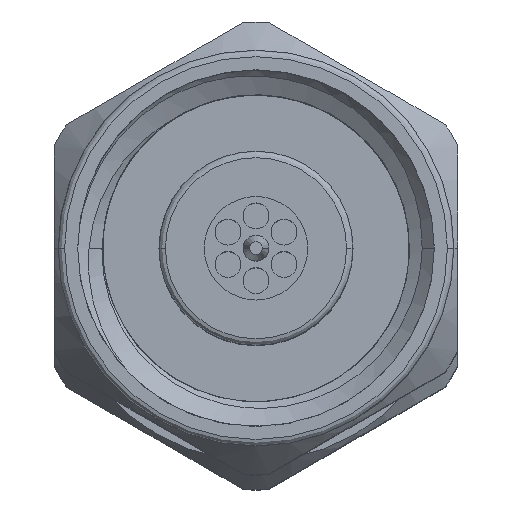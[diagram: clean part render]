
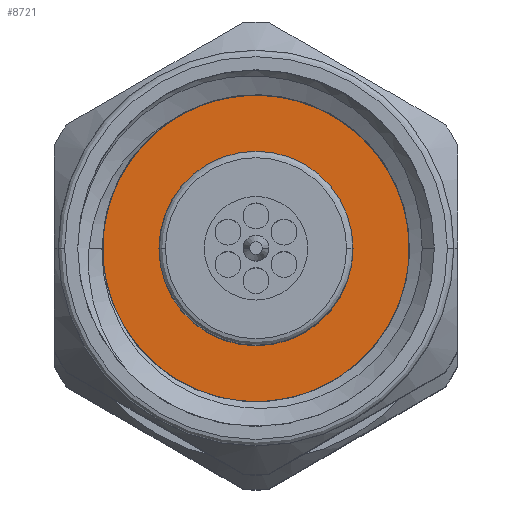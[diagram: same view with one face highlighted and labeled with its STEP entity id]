
A CAD part, top view. The second image highlights one B-rep face of the part: STEP entity #8721.
In plain terms, the highlighted face is planar.
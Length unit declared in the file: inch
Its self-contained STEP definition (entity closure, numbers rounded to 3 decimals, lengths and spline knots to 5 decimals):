
#264 = CARTESIAN_POINT ( 'NONE',  ( 0.3, 0., 0. ) ) ;
#593 = CIRCLE ( 'NONE', #9868, 0.1378 ) ;
#687 = CARTESIAN_POINT ( 'NONE',  ( 0.3, 0., 0. ) ) ;
#797 = DIRECTION ( 'NONE',  ( -1., 0., 0. ) ) ;
#970 = CARTESIAN_POINT ( 'NONE',  ( 0.3, 0., 0.1378 ) ) ;
#2017 = EDGE_CURVE ( 'NONE', #5160, #10917, #8819, .T. ) ;
#3306 = EDGE_LOOP ( 'NONE', ( #6907, #4491 ) ) ;
#3734 = DIRECTION ( 'NONE',  ( 0., 0., 1. ) ) ;
#4491 = ORIENTED_EDGE ( 'NONE', *, *, #9368, .T. ) ;
#5160 = VERTEX_POINT ( 'NONE', #970 ) ;
#5387 = DIRECTION ( 'NONE',  ( -1., 0., 0. ) ) ;
#5691 = DIRECTION ( 'NONE',  ( 0., 0., 1. ) ) ;
#5859 = PLANE ( 'NONE',  #9331 ) ;
#6907 = ORIENTED_EDGE ( 'NONE', *, *, #2017, .T. ) ;
#7622 = DIRECTION ( 'NONE',  ( 0., 0., 1. ) ) ;
#8474 = FACE_OUTER_BOUND ( 'NONE', #3306, .T. ) ;
#8721 = ADVANCED_FACE ( 'NONE', ( #8474 ), #5859, .T. ) ;
#8819 = CIRCLE ( 'NONE', #9533, 0.1378 ) ;
#9172 = DIRECTION ( 'NONE',  ( -1., 0., 0. ) ) ;
#9331 = AXIS2_PLACEMENT_3D ( 'NONE', #687, #797, #7622 ) ;
#9368 = EDGE_CURVE ( 'NONE', #10917, #5160, #593, .T. ) ;
#9533 = AXIS2_PLACEMENT_3D ( 'NONE', #9538, #9172, #5691 ) ;
#9538 = CARTESIAN_POINT ( 'NONE',  ( 0.3, 0., 0. ) ) ;
#9868 = AXIS2_PLACEMENT_3D ( 'NONE', #264, #5387, #3734 ) ;
#10404 = CARTESIAN_POINT ( 'NONE',  ( 0.3, 0., -0.1378 ) ) ;
#10917 = VERTEX_POINT ( 'NONE', #10404 ) ;
